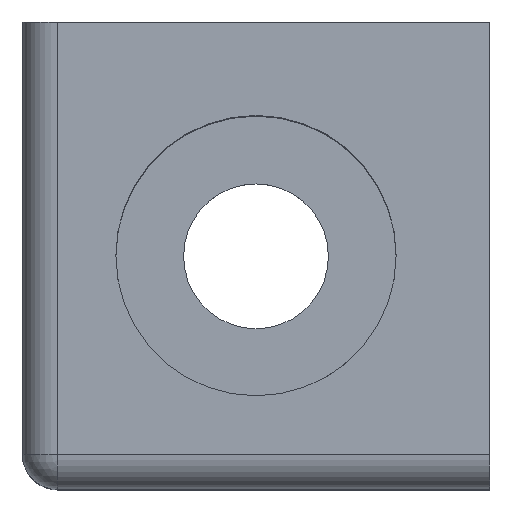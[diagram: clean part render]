
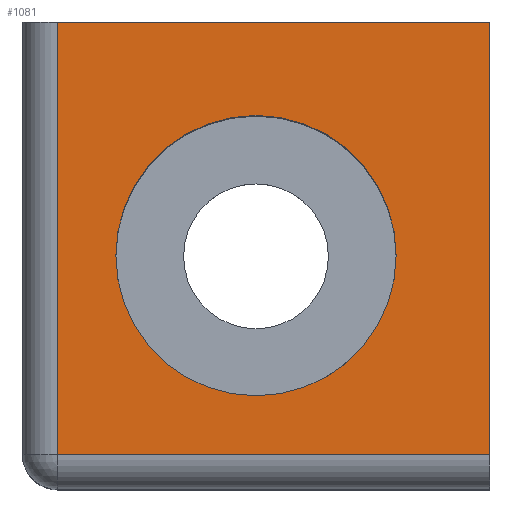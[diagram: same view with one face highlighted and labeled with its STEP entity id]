
A CAD part, top view. The second image highlights one B-rep face of the part: STEP entity #1081.
In plain terms, the highlighted planar face has unit normal (0, 0, 1).
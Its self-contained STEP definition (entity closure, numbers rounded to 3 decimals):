
#45 = LINE ( 'NONE', #1028, #960 ) ;
#79 = DIRECTION ( 'NONE',  ( 0., -1., 0. ) ) ;
#91 = EDGE_LOOP ( 'NONE', ( #989, #192 ) ) ;
#92 = EDGE_CURVE ( 'NONE', #588, #840, #569, .T. ) ;
#96 = DIRECTION ( 'NONE',  ( -1., 0., 0. ) ) ;
#99 = DIRECTION ( 'NONE',  ( -1., 0., 0. ) ) ;
#112 = CIRCLE ( 'NONE', #363, 12. ) ;
#127 = EDGE_CURVE ( 'NONE', #840, #391, #734, .T. ) ;
#133 = DIRECTION ( 'NONE',  ( 0., 0., 1. ) ) ;
#192 = ORIENTED_EDGE ( 'NONE', *, *, #322, .T. ) ;
#201 = DIRECTION ( 'NONE',  ( -1., 0., 0. ) ) ;
#224 = DIRECTION ( 'NONE',  ( 0., 0., -1. ) ) ;
#256 = CARTESIAN_POINT ( 'NONE',  ( 0., 20., 20. ) ) ;
#299 = AXIS2_PLACEMENT_3D ( 'NONE', #1036, #133, #201 ) ;
#322 = EDGE_CURVE ( 'NONE', #424, #999, #908, .T. ) ;
#330 = ORIENTED_EDGE ( 'NONE', *, *, #92, .T. ) ;
#356 = VECTOR ( 'NONE', #96, 1000. ) ;
#363 = AXIS2_PLACEMENT_3D ( 'NONE', #722, #224, #798 ) ;
#391 = VERTEX_POINT ( 'NONE', #804 ) ;
#403 = FACE_BOUND ( 'NONE', #91, .T. ) ;
#412 = VERTEX_POINT ( 'NONE', #570 ) ;
#424 = VERTEX_POINT ( 'NONE', #1006 ) ;
#439 = CARTESIAN_POINT ( 'NONE',  ( -20., 0., 20. ) ) ;
#515 = DIRECTION ( 'NONE',  ( 0., 0., -1. ) ) ;
#569 = LINE ( 'NONE', #864, #356 ) ;
#570 = CARTESIAN_POINT ( 'NONE',  ( 0., -17., 20. ) ) ;
#576 = EDGE_CURVE ( 'NONE', #412, #588, #868, .T. ) ;
#579 = DIRECTION ( 'NONE',  ( 0., 1., 0. ) ) ;
#588 = VERTEX_POINT ( 'NONE', #256 ) ;
#615 = VECTOR ( 'NONE', #579, 1000. ) ;
#707 = ORIENTED_EDGE ( 'NONE', *, *, #127, .T. ) ;
#722 = CARTESIAN_POINT ( 'NONE',  ( -20., 0., 20. ) ) ;
#734 = LINE ( 'NONE', #993, #923 ) ;
#798 = DIRECTION ( 'NONE',  ( -1., 0., 0. ) ) ;
#804 = CARTESIAN_POINT ( 'NONE',  ( -37., -17., 20. ) ) ;
#808 = AXIS2_PLACEMENT_3D ( 'NONE', #439, #515, #99 ) ;
#828 = ORIENTED_EDGE ( 'NONE', *, *, #576, .T. ) ;
#840 = VERTEX_POINT ( 'NONE', #1052 ) ;
#855 = EDGE_CURVE ( 'NONE', #999, #424, #112, .T. ) ;
#864 = CARTESIAN_POINT ( 'NONE',  ( -38.5, 20., 20. ) ) ;
#868 = LINE ( 'NONE', #992, #615 ) ;
#871 = PLANE ( 'NONE',  #299 ) ;
#874 = EDGE_LOOP ( 'NONE', ( #707, #950, #828, #330 ) ) ;
#908 = CIRCLE ( 'NONE', #808, 12. ) ;
#923 = VECTOR ( 'NONE', #79, 1000. ) ;
#931 = CARTESIAN_POINT ( 'NONE',  ( -32., 0., 20. ) ) ;
#950 = ORIENTED_EDGE ( 'NONE', *, *, #1005, .F. ) ;
#960 = VECTOR ( 'NONE', #1078, 1000. ) ;
#989 = ORIENTED_EDGE ( 'NONE', *, *, #855, .T. ) ;
#992 = CARTESIAN_POINT ( 'NONE',  ( 0., 0., 20. ) ) ;
#993 = CARTESIAN_POINT ( 'NONE',  ( -37., 1.5, 20. ) ) ;
#999 = VERTEX_POINT ( 'NONE', #931 ) ;
#1005 = EDGE_CURVE ( 'NONE', #412, #391, #45, .T. ) ;
#1006 = CARTESIAN_POINT ( 'NONE',  ( -8., 0., 20. ) ) ;
#1028 = CARTESIAN_POINT ( 'NONE',  ( -20., -17., 20. ) ) ;
#1036 = CARTESIAN_POINT ( 'NONE',  ( -18.5, 0., 20. ) ) ;
#1052 = CARTESIAN_POINT ( 'NONE',  ( -37., 20., 20. ) ) ;
#1070 = FACE_OUTER_BOUND ( 'NONE', #874, .T. ) ;
#1078 = DIRECTION ( 'NONE',  ( -1., 0., 0. ) ) ;
#1081 = ADVANCED_FACE ( 'NONE', ( #403, #1070 ), #871, .T. ) ;
